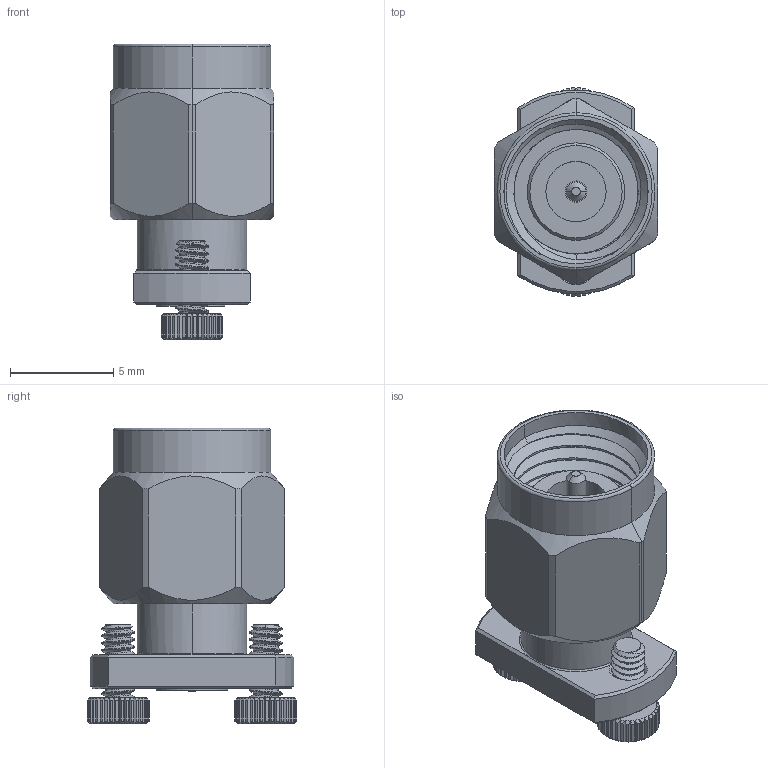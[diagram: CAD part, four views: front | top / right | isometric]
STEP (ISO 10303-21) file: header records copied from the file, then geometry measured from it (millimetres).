
FILE_DESCRIPTION (( 'STEP AP214' ), '1' );
FILE_NAME ('FMCN1478_3D.step', '2023-07-20T16:14:46', ( '' ), ( '' ), 'SwSTEP 2.0', 'SolidWorks 2022', '' );
FILE_SCHEMA (( 'AUTOMOTIVE_DESIGN' ));
Length unit declared in the file: inch
Products named in the file (1): FMCN1478_3D
Bounding box: 7.94 x 10.16 x 14.33 mm (x, y, z)
Volume: 464.4 mm3; surface area: 809.2 mm2
Topology: 3 solids, 3 shells, 592 faces, 1404 edges, 829 vertices
Faces by surface type: plane 195, cylinder 190, cone 173, bspline 28, torus 6
Entity records: 25950 total; most frequent: CARTESIAN_POINT 13255, ORIENTED_EDGE 2808, DIRECTION 2463, EDGE_CURVE 1404, AXIS2_PLACEMENT_3D 1018, VERTEX_POINT 829, EDGE_LOOP 607, ADVANCED_FACE 592
